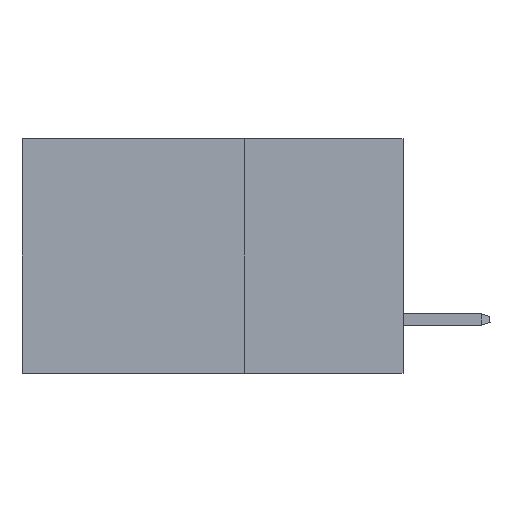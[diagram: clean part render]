
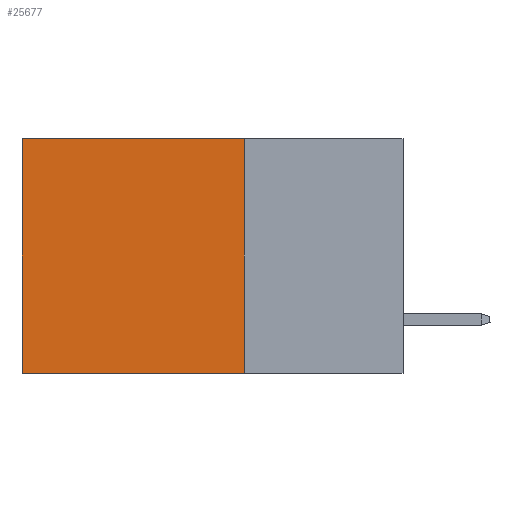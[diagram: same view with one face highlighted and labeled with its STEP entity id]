
A CAD part, left-side view. The second image highlights one B-rep face of the part: STEP entity #25677.
In plain terms, the highlighted planar face has unit normal (-1, 0, 0).
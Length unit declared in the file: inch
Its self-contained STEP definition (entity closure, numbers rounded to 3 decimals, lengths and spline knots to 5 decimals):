
#2603 = EDGE_CURVE ( 'NONE', #40883, #37076, #42777, .T. ) ;
#3500 = ORIENTED_EDGE ( 'NONE', *, *, #28291, .F. ) ;
#3578 = DIRECTION ( 'NONE',  ( 0., 0., -1. ) ) ;
#4021 = VECTOR ( 'NONE', #35319, 39.37008 ) ;
#6145 = DIRECTION ( 'NONE',  ( 0., 0., -1. ) ) ;
#6904 = CARTESIAN_POINT ( 'NONE',  ( 0.2875, 0.6, -0.37 ) ) ;
#12758 = CARTESIAN_POINT ( 'NONE',  ( 0.2875, 0.25, 0. ) ) ;
#13062 = ORIENTED_EDGE ( 'NONE', *, *, #25359, .F. ) ;
#14828 = CARTESIAN_POINT ( 'NONE',  ( 0.2875, 0.25, -0.37 ) ) ;
#15128 = CARTESIAN_POINT ( 'NONE',  ( 0.2875, 0.6, 0. ) ) ;
#17030 = PLANE ( 'NONE',  #33884 ) ;
#18177 = LINE ( 'NONE', #37538, #25367 ) ;
#18844 = EDGE_CURVE ( 'NONE', #35416, #40883, #31598, .T. ) ;
#21510 = EDGE_LOOP ( 'NONE', ( #30757, #13062, #3500, #22641 ) ) ;
#21889 = DIRECTION ( 'NONE',  ( 0., 1., 0. ) ) ;
#22641 = ORIENTED_EDGE ( 'NONE', *, *, #18844, .T. ) ;
#25359 = EDGE_CURVE ( 'NONE', #36442, #37076, #26490, .T. ) ;
#25367 = VECTOR ( 'NONE', #3578, 39.37008 ) ;
#25677 = ADVANCED_FACE ( 'NONE', ( #40090 ), #17030, .F. ) ;
#26490 = LINE ( 'NONE', #14828, #33854 ) ;
#28291 = EDGE_CURVE ( 'NONE', #35416, #36442, #18177, .T. ) ;
#28428 = CARTESIAN_POINT ( 'NONE',  ( 0.2875, 0.25, 0. ) ) ;
#30757 = ORIENTED_EDGE ( 'NONE', *, *, #2603, .T. ) ;
#31598 = LINE ( 'NONE', #12758, #42917 ) ;
#33854 = VECTOR ( 'NONE', #48582, 39.37008 ) ;
#33884 = AXIS2_PLACEMENT_3D ( 'NONE', #28428, #43567, #6145 ) ;
#35319 = DIRECTION ( 'NONE',  ( 0., 0., -1. ) ) ;
#35416 = VERTEX_POINT ( 'NONE', #48357 ) ;
#36442 = VERTEX_POINT ( 'NONE', #39212 ) ;
#37076 = VERTEX_POINT ( 'NONE', #6904 ) ;
#37538 = CARTESIAN_POINT ( 'NONE',  ( 0.2875, 0.25, 0. ) ) ;
#39212 = CARTESIAN_POINT ( 'NONE',  ( 0.2875, 0.25, -0.37 ) ) ;
#40090 = FACE_OUTER_BOUND ( 'NONE', #21510, .T. ) ;
#40883 = VERTEX_POINT ( 'NONE', #15128 ) ;
#42777 = LINE ( 'NONE', #43029, #4021 ) ;
#42917 = VECTOR ( 'NONE', #21889, 39.37008 ) ;
#43029 = CARTESIAN_POINT ( 'NONE',  ( 0.2875, 0.6, 0. ) ) ;
#43567 = DIRECTION ( 'NONE',  ( 1., 0., 0. ) ) ;
#48357 = CARTESIAN_POINT ( 'NONE',  ( 0.2875, 0.25, 0. ) ) ;
#48582 = DIRECTION ( 'NONE',  ( 0., 1., 0. ) ) ;
